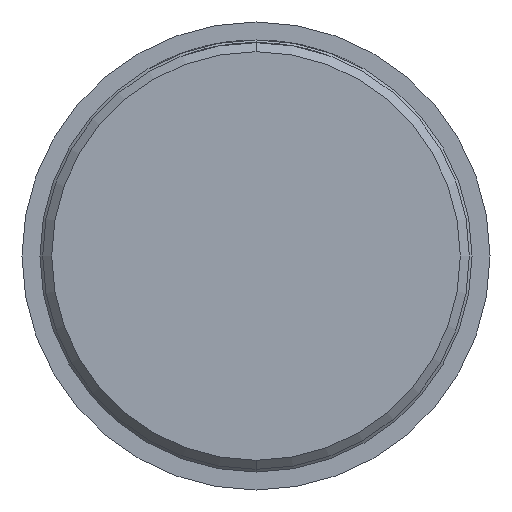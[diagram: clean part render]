
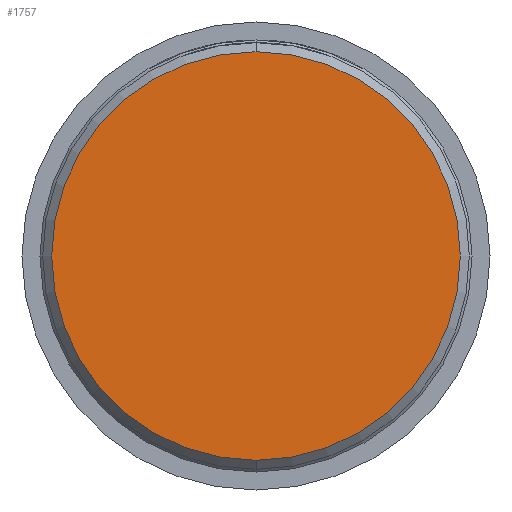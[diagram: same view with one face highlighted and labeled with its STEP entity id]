
A CAD part, front view. The second image highlights one B-rep face of the part: STEP entity #1757.
In plain terms, the highlighted planar face has unit normal (0, -1, 0).
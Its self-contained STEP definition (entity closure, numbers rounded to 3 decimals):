
#104 = DIRECTION ( 'NONE',  ( 0., -1., 0. ) ) ;
#130 = AXIS2_PLACEMENT_3D ( 'NONE', #1690, #475, #3677 ) ;
#475 = DIRECTION ( 'NONE',  ( 0., -1., 0. ) ) ;
#668 = ORIENTED_EDGE ( 'NONE', *, *, #3385, .T. ) ;
#838 = VERTEX_POINT ( 'NONE', #898 ) ;
#852 = CIRCLE ( 'NONE', #3030, 1.135 ) ;
#898 = CARTESIAN_POINT ( 'NONE',  ( 0., -27.5, -1.135 ) ) ;
#1197 = PLANE ( 'NONE',  #2829 ) ;
#1294 = CARTESIAN_POINT ( 'NONE',  ( 0., -27.5, 0. ) ) ;
#1504 = DIRECTION ( 'NONE',  ( 0., 0., 1. ) ) ;
#1617 = DIRECTION ( 'NONE',  ( 0., 0., 1. ) ) ;
#1646 = CARTESIAN_POINT ( 'NONE',  ( 0., -27.5, 1.135 ) ) ;
#1690 = CARTESIAN_POINT ( 'NONE',  ( 0., -27.5, 0. ) ) ;
#1757 = ADVANCED_FACE ( 'Defeature ausgef�hrt1_6', ( #2705 ), #1197, .F. ) ;
#1991 = ORIENTED_EDGE ( 'NONE', *, *, #3040, .T. ) ;
#2084 = CARTESIAN_POINT ( 'NONE',  ( 1.185, -27.5, 0. ) ) ;
#2705 = FACE_OUTER_BOUND ( 'NONE', #3666, .T. ) ;
#2829 = AXIS2_PLACEMENT_3D ( 'NONE', #2084, #3253, #1504 ) ;
#2927 = VERTEX_POINT ( 'NONE', #1646 ) ;
#3030 = AXIS2_PLACEMENT_3D ( 'NONE', #1294, #104, #1617 ) ;
#3040 = EDGE_CURVE ( 'Defeature ausgef�hrt1_6+Defeature ausgef�hrt1_7+Defeature ausgef�hrt1_7+Defeature ausgef�hrt1_7', #838, #2927, #3817, .T. ) ;
#3253 = DIRECTION ( 'NONE',  ( 0., 1., 0. ) ) ;
#3385 = EDGE_CURVE ( 'Defeature ausgef�hrt1_6+Defeature ausgef�hrt1_7+Defeature ausgef�hrt1_7+Defeature ausgef�hrt1_7', #2927, #838, #852, .T. ) ;
#3666 = EDGE_LOOP ( 'NONE', ( #668, #1991 ) ) ;
#3677 = DIRECTION ( 'NONE',  ( 0., 0., 1. ) ) ;
#3817 = CIRCLE ( 'NONE', #130, 1.135 ) ;
